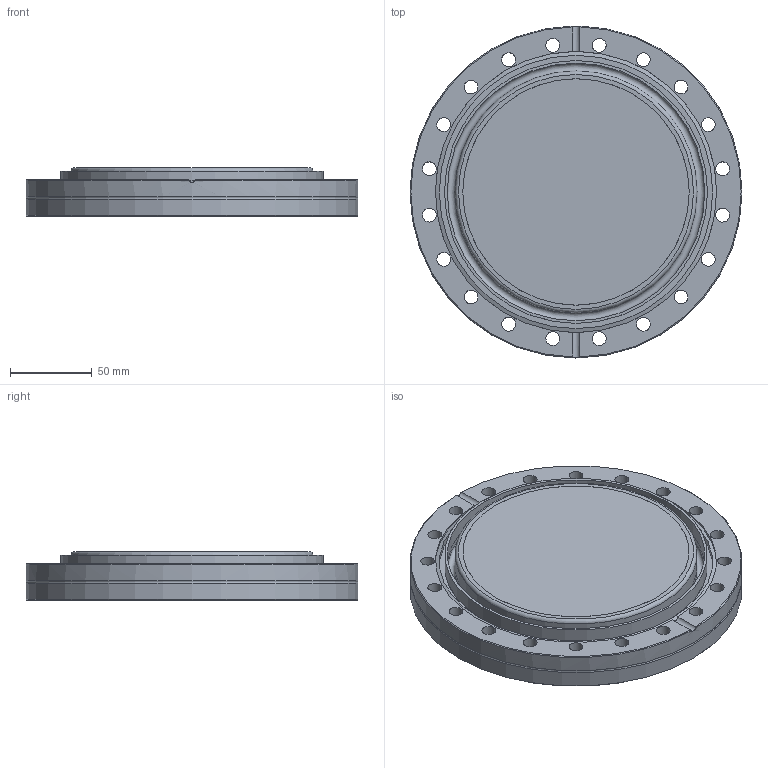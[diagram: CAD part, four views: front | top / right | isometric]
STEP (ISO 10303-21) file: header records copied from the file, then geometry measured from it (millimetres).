
FILE_DESCRIPTION( ( 'Unknown' ), '1' );
FILE_NAME( 'VPZL-800.stp', 'Unknown', ( 'Unknown' ), ( 'Unknown' ), 'PSStep 10.1', 'Unknown', ' ' );
FILE_SCHEMA( ( 'AUTOMOTIVE_DESIGN { 1 0 10303 214 1 1 1 1 }' ) );
Length unit declared in the file: millimetre
Products named in the file (4): Assem1; vpzl-800_flange; vpzl-800_inner
Bounding box: 202.44 x 202.44 x 29.59 mm (x, y, z)
Volume: 556268.1 mm3; surface area: 256802.2 mm2
Topology: 6 solids, 6 shells, 106 faces, 294 edges, 206 vertices
Faces by surface type: cylinder 70, plane 18, torus 10, cone 8
Full cylindrical faces by diameter (mm): 8.433 x40, 138.09 x2, 138.14 x2, 145.354 x2, 147.589 x2, 157.089 x2, 160.338 x2, 160.34 x2, 166.688 x2, 171.45 x2, 202.438 x4
Entity records: 1699 total; most frequent: CARTESIAN_POINT 323, DIRECTION 256, ORIENTED_EDGE 170, EDGE_LOOP 138, AXIS2_PLACEMENT_3D 126, FACE_OUTER_BOUND 89, EDGE_CURVE 85, VERTEX_POINT 79
